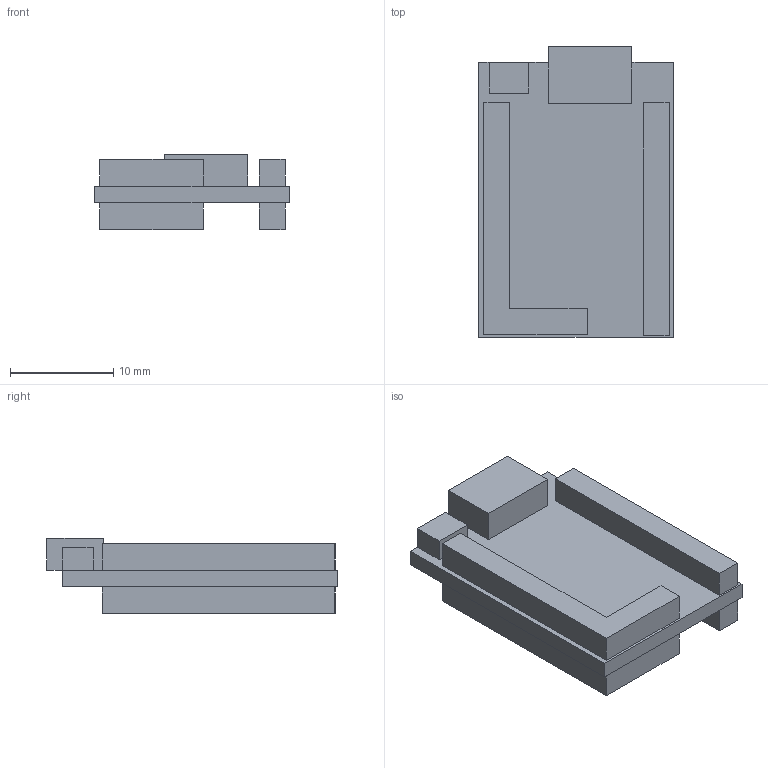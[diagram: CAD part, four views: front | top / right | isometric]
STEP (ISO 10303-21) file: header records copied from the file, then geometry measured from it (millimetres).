
FILE_DESCRIPTION(('FreeCAD Model'),'2;1');
FILE_NAME('Digispark_PRO_BOTTOM.step', '2018-08-04T21:59:38',('kicad StepUp'),('ksu MCAD'), 'Open CASCADE STEP processor 7.2','FreeCAD','Unknown');
FILE_SCHEMA(('AUTOMOTIVE_DESIGN { 1 0 10303 214 1 1 1 1 }'));
Length unit declared in the file: millimetre
Products named in the file (1): Digispark_PRO_BOTTOM
Bounding box: 18.85 x 28.15 x 7.3 mm (x, y, z)
Volume: 1649.8 mm3; surface area: 1887.1 mm2
Topology: 1 solids, 1 shells, 40 faces, 100 edges, 66 vertices
Faces by surface type: plane 40
Entity records: 1189 total; most frequent: CARTESIAN_POINT 207, ORIENTED_EDGE 200, DIRECTION 182, EDGE_CURVE 100, LINE 100, VECTOR 100, VERTEX_POINT 66, FACE_BOUND 44
